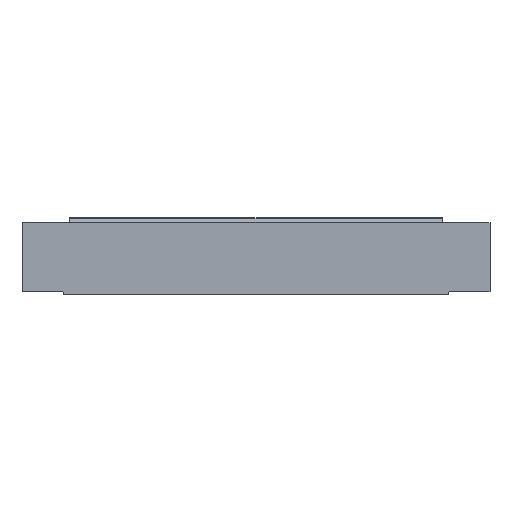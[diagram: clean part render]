
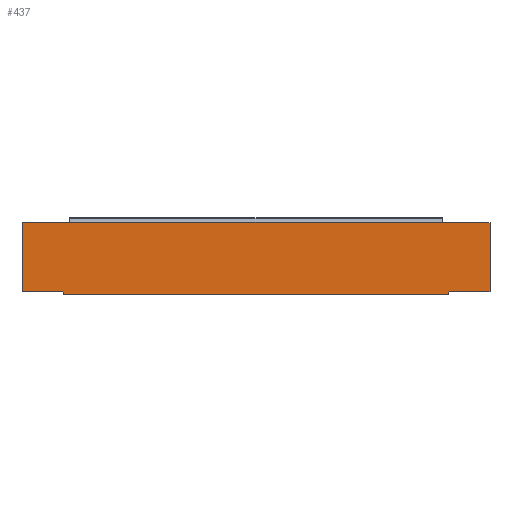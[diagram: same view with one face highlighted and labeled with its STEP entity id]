
A CAD part, top view. The second image highlights one B-rep face of the part: STEP entity #437.
In plain terms, the highlighted planar face has unit normal (0, 0, 1).
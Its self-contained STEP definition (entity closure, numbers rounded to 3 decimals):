
#2 = VERTEX_POINT ( 'NONE', #713 ) ;
#7 = EDGE_CURVE ( 'NONE', #2, #533, #111, .T. ) ;
#11 = VERTEX_POINT ( 'NONE', #236 ) ;
#24 = EDGE_CURVE ( 'NONE', #518, #423, #294, .T. ) ;
#25 = CARTESIAN_POINT ( 'NONE',  ( -297.5, 88., 1. ) ) ;
#26 = CARTESIAN_POINT ( 'NONE',  ( -244., -2., 1. ) ) ;
#37 = ORIENTED_EDGE ( 'NONE', *, *, #42, .F. ) ;
#39 = EDGE_CURVE ( 'NONE', #75, #2, #534, .T. ) ;
#42 = EDGE_CURVE ( 'NONE', #728, #727, #763, .T. ) ;
#49 = DIRECTION ( 'NONE',  ( 0., 0., 1. ) ) ;
#61 = PLANE ( 'NONE',  #401 ) ;
#71 = CARTESIAN_POINT ( 'NONE',  ( 297.5, 0., 1. ) ) ;
#75 = VERTEX_POINT ( 'NONE', #594 ) ;
#99 = DIRECTION ( 'NONE',  ( -1., 0., 0. ) ) ;
#105 = CARTESIAN_POINT ( 'NONE',  ( -297.5, 0., 1. ) ) ;
#109 = EDGE_CURVE ( 'NONE', #563, #124, #348, .T. ) ;
#111 = LINE ( 'NONE', #549, #810 ) ;
#117 = CARTESIAN_POINT ( 'NONE',  ( 246., 0., 1. ) ) ;
#119 = CARTESIAN_POINT ( 'NONE',  ( -297.5, 0., 1. ) ) ;
#122 = DIRECTION ( 'NONE',  ( 1., 0., 0. ) ) ;
#123 = VERTEX_POINT ( 'NONE', #519 ) ;
#124 = VERTEX_POINT ( 'NONE', #117 ) ;
#162 = VECTOR ( 'NONE', #836, 1000. ) ;
#168 = DIRECTION ( 'NONE',  ( 1., 0., 0. ) ) ;
#173 = VECTOR ( 'NONE', #465, 1000. ) ;
#194 = CARTESIAN_POINT ( 'NONE',  ( 297.5, 88., 1. ) ) ;
#204 = CARTESIAN_POINT ( 'NONE',  ( 238.5, 88., 1. ) ) ;
#213 = ORIENTED_EDGE ( 'NONE', *, *, #109, .F. ) ;
#216 = FACE_OUTER_BOUND ( 'NONE', #682, .T. ) ;
#220 = ORIENTED_EDGE ( 'NONE', *, *, #299, .T. ) ;
#228 = LINE ( 'NONE', #501, #411 ) ;
#230 = CARTESIAN_POINT ( 'NONE',  ( 244., -3., 1. ) ) ;
#236 = CARTESIAN_POINT ( 'NONE',  ( 245., -2., 1. ) ) ;
#246 = CARTESIAN_POINT ( 'NONE',  ( 297.5, 0., 1. ) ) ;
#251 = AXIS2_PLACEMENT_3D ( 'NONE', #319, #841, #391 ) ;
#261 = DIRECTION ( 'NONE',  ( 0., 1., 0. ) ) ;
#264 = DIRECTION ( 'NONE',  ( 0., 0., 1. ) ) ;
#268 = ORIENTED_EDGE ( 'NONE', *, *, #24, .F. ) ;
#278 = AXIS2_PLACEMENT_3D ( 'NONE', #341, #264, #877 ) ;
#280 = CARTESIAN_POINT ( 'NONE',  ( 245., -1., 1. ) ) ;
#282 = CARTESIAN_POINT ( 'NONE',  ( 238.5, 90., 1. ) ) ;
#284 = VERTEX_POINT ( 'NONE', #453 ) ;
#293 = DIRECTION ( 'NONE',  ( 0., 0., -1. ) ) ;
#294 = LINE ( 'NONE', #606, #611 ) ;
#298 = ORIENTED_EDGE ( 'NONE', *, *, #7, .T. ) ;
#299 = EDGE_CURVE ( 'NONE', #123, #75, #808, .T. ) ;
#302 = CARTESIAN_POINT ( 'NONE',  ( 246., -1., 1. ) ) ;
#307 = LINE ( 'NONE', #515, #581 ) ;
#310 = ORIENTED_EDGE ( 'NONE', *, *, #517, .T. ) ;
#313 = EDGE_CURVE ( 'NONE', #423, #613, #689, .T. ) ;
#319 = CARTESIAN_POINT ( 'NONE',  ( -246., -1., 1. ) ) ;
#323 = CARTESIAN_POINT ( 'NONE',  ( -238.5, 90., 1. ) ) ;
#324 = EDGE_CURVE ( 'NONE', #284, #573, #851, .T. ) ;
#333 = DIRECTION ( 'NONE',  ( 1., 0., 0. ) ) ;
#341 = CARTESIAN_POINT ( 'NONE',  ( 244., -2., 1. ) ) ;
#348 = LINE ( 'NONE', #467, #162 ) ;
#351 = ORIENTED_EDGE ( 'NONE', *, *, #454, .T. ) ;
#352 = AXIS2_PLACEMENT_3D ( 'NONE', #26, #379, #122 ) ;
#379 = DIRECTION ( 'NONE',  ( 0., 0., 1. ) ) ;
#386 = CARTESIAN_POINT ( 'NONE',  ( -238.5, 88., 1. ) ) ;
#388 = DIRECTION ( 'NONE',  ( 0., 0., -1. ) ) ;
#391 = DIRECTION ( 'NONE',  ( -1., 0., 0. ) ) ;
#394 = ORIENTED_EDGE ( 'NONE', *, *, #324, .T. ) ;
#401 = AXIS2_PLACEMENT_3D ( 'NONE', #742, #576, #333 ) ;
#411 = VECTOR ( 'NONE', #527, 1000. ) ;
#412 = VECTOR ( 'NONE', #99, 1000. ) ;
#417 = LINE ( 'NONE', #204, #879 ) ;
#423 = VERTEX_POINT ( 'NONE', #386 ) ;
#424 = VERTEX_POINT ( 'NONE', #194 ) ;
#425 = DIRECTION ( 'NONE',  ( 1., 0., 0. ) ) ;
#434 = EDGE_CURVE ( 'NONE', #728, #123, #867, .T. ) ;
#437 = ADVANCED_FACE ( 'NONE', ( #216 ), #61, .T. ) ;
#453 = CARTESIAN_POINT ( 'NONE',  ( 238.5, 88., 1. ) ) ;
#454 = EDGE_CURVE ( 'NONE', #563, #424, #522, .T. ) ;
#455 = DIRECTION ( 'NONE',  ( -1., 0., 0. ) ) ;
#465 = DIRECTION ( 'NONE',  ( 0., 1., 0. ) ) ;
#467 = CARTESIAN_POINT ( 'NONE',  ( 297.5, 0., 1. ) ) ;
#471 = EDGE_CURVE ( 'NONE', #819, #124, #579, .T. ) ;
#485 = DIRECTION ( 'NONE',  ( 0., -1., 0. ) ) ;
#489 = ORIENTED_EDGE ( 'NONE', *, *, #681, .F. ) ;
#501 = CARTESIAN_POINT ( 'NONE',  ( 245., -1., 1. ) ) ;
#509 = EDGE_CURVE ( 'NONE', #573, #613, #307, .T. ) ;
#515 = CARTESIAN_POINT ( 'NONE',  ( 297.5, 89., 1. ) ) ;
#517 = EDGE_CURVE ( 'NONE', #533, #11, #704, .T. ) ;
#518 = VERTEX_POINT ( 'NONE', #25 ) ;
#519 = CARTESIAN_POINT ( 'NONE',  ( -245., -1., 1. ) ) ;
#522 = LINE ( 'NONE', #596, #780 ) ;
#526 = ORIENTED_EDGE ( 'NONE', *, *, #471, .T. ) ;
#527 = DIRECTION ( 'NONE',  ( 0., 1., 0. ) ) ;
#533 = VERTEX_POINT ( 'NONE', #230 ) ;
#534 = CIRCLE ( 'NONE', #352, 1. ) ;
#549 = CARTESIAN_POINT ( 'NONE',  ( -244., -3., 1. ) ) ;
#561 = ORIENTED_EDGE ( 'NONE', *, *, #509, .T. ) ;
#563 = VERTEX_POINT ( 'NONE', #246 ) ;
#573 = VERTEX_POINT ( 'NONE', #625 ) ;
#576 = DIRECTION ( 'NONE',  ( 0., 0., 1. ) ) ;
#579 = CIRCLE ( 'NONE', #869, 1. ) ;
#581 = VECTOR ( 'NONE', #455, 1000. ) ;
#594 = CARTESIAN_POINT ( 'NONE',  ( -245., -2., 1. ) ) ;
#596 = CARTESIAN_POINT ( 'NONE',  ( 297.5, 0., 1. ) ) ;
#603 = EDGE_CURVE ( 'NONE', #11, #819, #228, .T. ) ;
#606 = CARTESIAN_POINT ( 'NONE',  ( -238.5, 88., 1. ) ) ;
#607 = VECTOR ( 'NONE', #485, 1000. ) ;
#611 = VECTOR ( 'NONE', #769, 1000. ) ;
#613 = VERTEX_POINT ( 'NONE', #691 ) ;
#619 = ORIENTED_EDGE ( 'NONE', *, *, #39, .T. ) ;
#625 = CARTESIAN_POINT ( 'NONE',  ( 236.768, 89., 1. ) ) ;
#672 = DIRECTION ( 'NONE',  ( 1., 0., 0. ) ) ;
#678 = EDGE_CURVE ( 'NONE', #424, #284, #417, .T. ) ;
#681 = EDGE_CURVE ( 'NONE', #727, #518, #777, .T. ) ;
#682 = EDGE_LOOP ( 'NONE', ( #351, #718, #394, #561, #694, #268, #489, #37, #748, #220, #619, #298, #310, #873, #526, #213 ) ) ;
#689 = CIRCLE ( 'NONE', #723, 2. ) ;
#691 = CARTESIAN_POINT ( 'NONE',  ( -236.768, 89., 1. ) ) ;
#694 = ORIENTED_EDGE ( 'NONE', *, *, #313, .F. ) ;
#704 = CIRCLE ( 'NONE', #278, 1. ) ;
#713 = CARTESIAN_POINT ( 'NONE',  ( -244., -3., 1. ) ) ;
#718 = ORIENTED_EDGE ( 'NONE', *, *, #678, .T. ) ;
#723 = AXIS2_PLACEMENT_3D ( 'NONE', #323, #49, #826 ) ;
#724 = CARTESIAN_POINT ( 'NONE',  ( -245., -1., 1. ) ) ;
#727 = VERTEX_POINT ( 'NONE', #119 ) ;
#728 = VERTEX_POINT ( 'NONE', #816 ) ;
#742 = CARTESIAN_POINT ( 'NONE',  ( 297.5, 0., 1. ) ) ;
#748 = ORIENTED_EDGE ( 'NONE', *, *, #434, .T. ) ;
#759 = AXIS2_PLACEMENT_3D ( 'NONE', #282, #388, #425 ) ;
#763 = LINE ( 'NONE', #71, #412 ) ;
#769 = DIRECTION ( 'NONE',  ( 1., 0., 0. ) ) ;
#777 = LINE ( 'NONE', #105, #173 ) ;
#780 = VECTOR ( 'NONE', #261, 1000. ) ;
#808 = LINE ( 'NONE', #724, #607 ) ;
#810 = VECTOR ( 'NONE', #672, 1000. ) ;
#814 = DIRECTION ( 'NONE',  ( -1., 0., 0. ) ) ;
#816 = CARTESIAN_POINT ( 'NONE',  ( -246., 0., 1. ) ) ;
#819 = VERTEX_POINT ( 'NONE', #280 ) ;
#826 = DIRECTION ( 'NONE',  ( -1., 0., 0. ) ) ;
#836 = DIRECTION ( 'NONE',  ( -1., 0., 0. ) ) ;
#841 = DIRECTION ( 'NONE',  ( 0., 0., -1. ) ) ;
#851 = CIRCLE ( 'NONE', #759, 2. ) ;
#867 = CIRCLE ( 'NONE', #251, 1. ) ;
#869 = AXIS2_PLACEMENT_3D ( 'NONE', #302, #293, #168 ) ;
#873 = ORIENTED_EDGE ( 'NONE', *, *, #603, .T. ) ;
#877 = DIRECTION ( 'NONE',  ( 1., 0., 0. ) ) ;
#879 = VECTOR ( 'NONE', #814, 1000. ) ;
